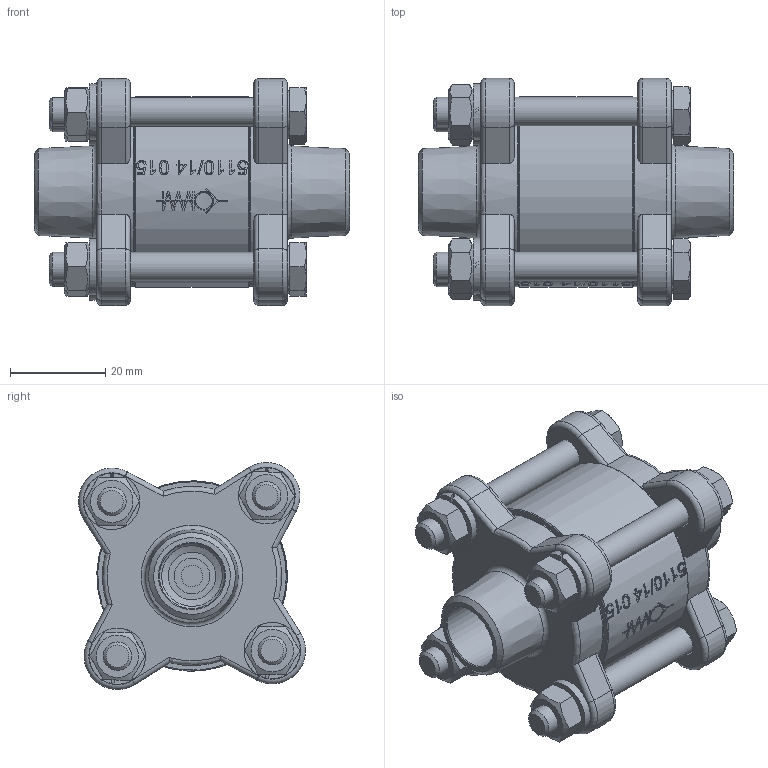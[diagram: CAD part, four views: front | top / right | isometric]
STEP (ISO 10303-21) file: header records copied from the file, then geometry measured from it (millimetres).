
FILE_DESCRIPTION((''),'2;1');
FILE_NAME('5114_010.stp','2013-02-05T10:06:27',('RL'),(''),'Autodesk Inventor 2012','Autodesk Inventor 2012','');
FILE_SCHEMA(('AUTOMOTIVE_DESIGN { 1 0 10303 214 1 1 1 1 }'));
Length unit declared in the file: millimetre
Products named in the file (1): 5114_010_Konturvereinfachung_1
Bounding box: 66.2 x 47.67 x 47.67 mm (x, y, z)
Volume: 531.5 mm3; surface area: 25384.9 mm2
Topology: 2 solids, 3 shells, 517 faces, 1270 edges, 805 vertices
Faces by surface type: plane 211, cylinder 115, bspline 95, cone 58, torus 38
Full cylindrical faces by diameter (mm): 4.5 x1, 6 x5, 6.7 x8, 7.5 x1, 8.88 x4, 12.757 x2, 13.7 x2, 15 x1, 19 x1, 21.5 x1, 23 x1, 24 x1, 26 x2, 28 x1, 29.426 x1, 32 x2, 37.6 x2
Entity records: 32063 total; most frequent: CARTESIAN_POINT 20995, ORIENTED_EDGE 2282, DIRECTION 1870, EDGE_CURVE 1141, VERTEX_POINT 763, AXIS2_PLACEMENT_3D 737, EDGE_LOOP 680, FACE_OUTER_BOUND 517
